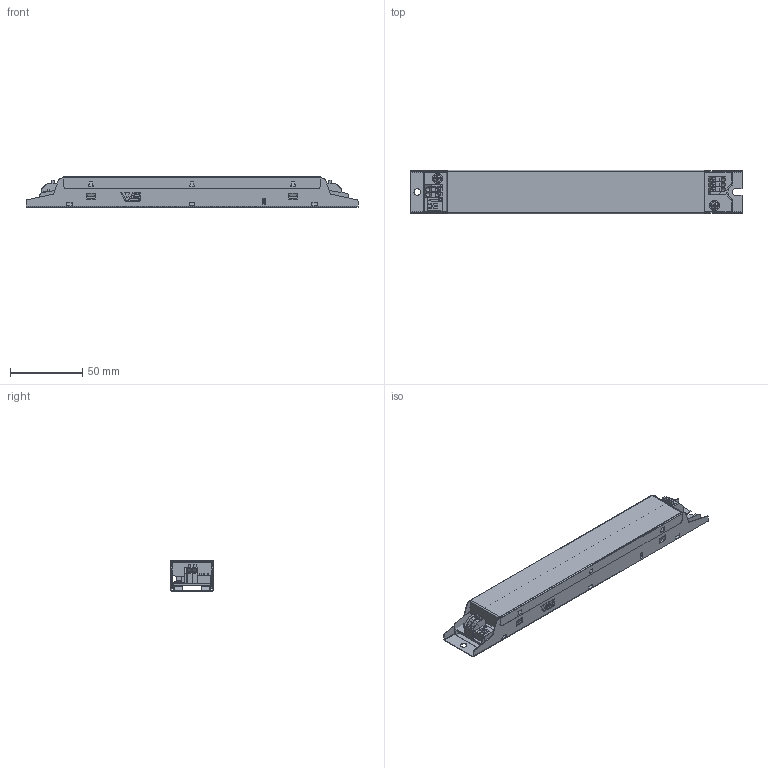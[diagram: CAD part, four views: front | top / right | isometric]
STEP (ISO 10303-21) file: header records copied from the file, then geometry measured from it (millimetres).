
FILE_DESCRIPTION(('Creo Elements/Direct Modeling STEP Export'),'2;1');
FILE_NAME('M6.2.stp','2022-08-01T 6:46:02',(''),(''),'PTC Creo Elements/Direct Modeling STEP processor for AP214 (Solid Model)','PTC Creo Elements/Direct Modeling 19.0E 27-Jun-2016 (C) Parametric Technology GmbH','');
FILE_SCHEMA(('AUTOMOTIVE_DESIGN { 1 0 10303 214 1 1 1 1 }'));
Length unit declared in the file: millimetre
Products named in the file (6): Foil; Top-case; Bottom-case; PCB; Screw1; M6.2
Assembly tree (6 placements, depth 2):
  M6.2
    Screw1  x2
    PCB
    Bottom-case
    Top-case
    Foil
Bounding box: 230 x 30 x 21 mm (x, y, z)
Volume: 25294.5 mm3; surface area: 102327.8 mm2
Topology: 6 solids, 6 shells, 1100 faces, 2832 edges, 1752 vertices
Faces by surface type: plane 778, cylinder 200, bspline 54, sphere 52, torus 8, extrusion 8
Entity records: 40702 total; most frequent: CARTESIAN_POINT 8457, ORIENTED_EDGE 5346, DIRECTION 4912, EDGE_CURVE 2673, VECTOR 2180, LINE 2172, VERTEX_POINT 1681, AXIS2_PLACEMENT_3D 1366
